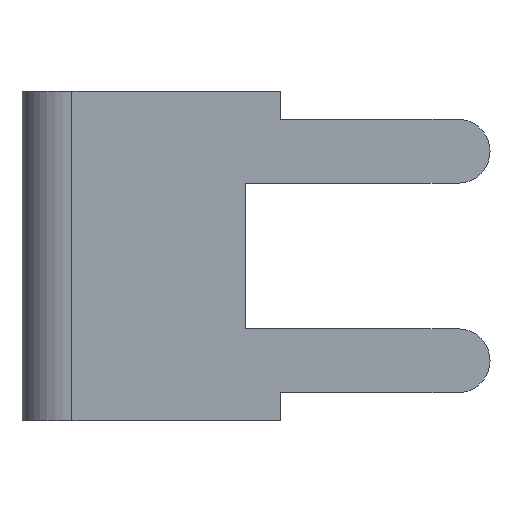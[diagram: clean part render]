
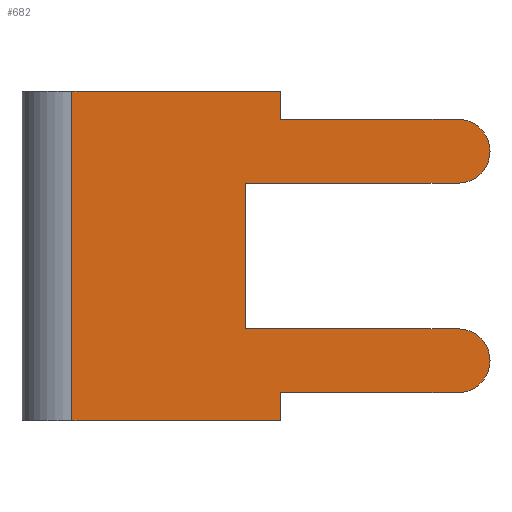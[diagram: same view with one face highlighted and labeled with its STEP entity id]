
A CAD part, left-side view. The second image highlights one B-rep face of the part: STEP entity #682.
In plain terms, the highlighted planar face has unit normal (-1, 0, 0).
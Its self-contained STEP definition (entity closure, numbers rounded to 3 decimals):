
#657 = VERTEX_POINT('',#658);
#658 = CARTESIAN_POINT('',(-1.805,-1.917,
    -4.156));
#664 = EDGE_CURVE('',#665,#657,#667,.T.);
#665 = VERTEX_POINT('',#666);
#666 = CARTESIAN_POINT('',(-1.805,3.061,
    -4.156));
#667 = LINE('',#668,#669);
#668 = CARTESIAN_POINT('',(-1.805,3.061,
    -4.156));
#669 = VECTOR('',#670,1.);
#670 = DIRECTION('',(0.,-1.,0.));
#682 = ADVANCED_FACE('',(#683),#774,.F.);
#683 = FACE_BOUND('',#684,.T.);
#684 = EDGE_LOOP('',(#685,#695,#703,#709,#710,#718,#726,#735,#743,#751,
    #759,#768));
#685 = ORIENTED_EDGE('',*,*,#686,.F.);
#686 = EDGE_CURVE('',#687,#689,#691,.T.);
#687 = VERTEX_POINT('',#688);
#688 = CARTESIAN_POINT('',(-1.805,-1.917,
    3.718));
#689 = VERTEX_POINT('',#690);
#690 = CARTESIAN_POINT('',(-1.805,-1.917,
    3.045));
#691 = LINE('',#692,#693);
#692 = CARTESIAN_POINT('',(-1.805,-1.917,
    3.718));
#693 = VECTOR('',#694,1.);
#694 = DIRECTION('',(0.,0.,-1.));
#695 = ORIENTED_EDGE('',*,*,#696,.F.);
#696 = EDGE_CURVE('',#697,#687,#699,.T.);
#697 = VERTEX_POINT('',#698);
#698 = CARTESIAN_POINT('',(-1.805,3.061,3.718
    ));
#699 = LINE('',#700,#701);
#700 = CARTESIAN_POINT('',(-1.805,3.061,3.718
    ));
#701 = VECTOR('',#702,1.);
#702 = DIRECTION('',(0.,-1.,0.));
#703 = ORIENTED_EDGE('',*,*,#704,.T.);
#704 = EDGE_CURVE('',#697,#665,#705,.T.);
#705 = LINE('',#706,#707);
#706 = CARTESIAN_POINT('',(-1.805,3.061,3.718
    ));
#707 = VECTOR('',#708,1.);
#708 = DIRECTION('',(-0.,-0.,-1.));
#709 = ORIENTED_EDGE('',*,*,#664,.T.);
#710 = ORIENTED_EDGE('',*,*,#711,.F.);
#711 = EDGE_CURVE('',#712,#657,#714,.T.);
#712 = VERTEX_POINT('',#713);
#713 = CARTESIAN_POINT('',(-1.805,-1.917,
    -3.483));
#714 = LINE('',#715,#716);
#715 = CARTESIAN_POINT('',(-1.805,-1.917,
    3.718));
#716 = VECTOR('',#717,1.);
#717 = DIRECTION('',(0.,0.,-1.));
#718 = ORIENTED_EDGE('',*,*,#719,.F.);
#719 = EDGE_CURVE('',#720,#712,#722,.T.);
#720 = VERTEX_POINT('',#721);
#721 = CARTESIAN_POINT('',(-1.805,-6.159,
    -3.483));
#722 = LINE('',#723,#724);
#723 = CARTESIAN_POINT('',(-1.805,3.061,
    -3.483));
#724 = VECTOR('',#725,1.);
#725 = DIRECTION('',(0.,1.,0.));
#726 = ORIENTED_EDGE('',*,*,#727,.F.);
#727 = EDGE_CURVE('',#728,#720,#730,.T.);
#728 = VERTEX_POINT('',#729);
#729 = CARTESIAN_POINT('',(-1.805,-6.159,
    -1.959));
#730 = CIRCLE('',#731,0.762);
#731 = AXIS2_PLACEMENT_3D('',#732,#733,#734);
#732 = CARTESIAN_POINT('',(-1.805,-6.159,
    -2.721));
#733 = DIRECTION('',(1.,-0.,0.));
#734 = DIRECTION('',(0.,0.,-1.));
#735 = ORIENTED_EDGE('',*,*,#736,.F.);
#736 = EDGE_CURVE('',#737,#728,#739,.T.);
#737 = VERTEX_POINT('',#738);
#738 = CARTESIAN_POINT('',(-1.805,-1.079,
    -1.959));
#739 = LINE('',#740,#741);
#740 = CARTESIAN_POINT('',(-1.805,3.061,
    -1.959));
#741 = VECTOR('',#742,1.);
#742 = DIRECTION('',(0.,-1.,0.));
#743 = ORIENTED_EDGE('',*,*,#744,.F.);
#744 = EDGE_CURVE('',#745,#737,#747,.T.);
#745 = VERTEX_POINT('',#746);
#746 = CARTESIAN_POINT('',(-1.805,-1.079,
    1.521));
#747 = LINE('',#748,#749);
#748 = CARTESIAN_POINT('',(-1.805,-1.079,
    3.718));
#749 = VECTOR('',#750,1.);
#750 = DIRECTION('',(0.,0.,-1.));
#751 = ORIENTED_EDGE('',*,*,#752,.F.);
#752 = EDGE_CURVE('',#753,#745,#755,.T.);
#753 = VERTEX_POINT('',#754);
#754 = CARTESIAN_POINT('',(-1.805,-6.159,
    1.521));
#755 = LINE('',#756,#757);
#756 = CARTESIAN_POINT('',(-1.805,3.061,1.521
    ));
#757 = VECTOR('',#758,1.);
#758 = DIRECTION('',(0.,1.,0.));
#759 = ORIENTED_EDGE('',*,*,#760,.F.);
#760 = EDGE_CURVE('',#761,#753,#763,.T.);
#761 = VERTEX_POINT('',#762);
#762 = CARTESIAN_POINT('',(-1.805,-6.159,
    3.045));
#763 = CIRCLE('',#764,0.762);
#764 = AXIS2_PLACEMENT_3D('',#765,#766,#767);
#765 = CARTESIAN_POINT('',(-1.805,-6.159,
    2.283));
#766 = DIRECTION('',(1.,-0.,0.));
#767 = DIRECTION('',(0.,0.,-1.));
#768 = ORIENTED_EDGE('',*,*,#769,.F.);
#769 = EDGE_CURVE('',#689,#761,#770,.T.);
#770 = LINE('',#771,#772);
#771 = CARTESIAN_POINT('',(-1.805,3.061,3.045
    ));
#772 = VECTOR('',#773,1.);
#773 = DIRECTION('',(0.,-1.,0.));
#774 = PLANE('',#775);
#775 = AXIS2_PLACEMENT_3D('',#776,#777,#778);
#776 = CARTESIAN_POINT('',(-1.805,3.061,3.718
    ));
#777 = DIRECTION('',(1.,0.,0.));
#778 = DIRECTION('',(0.,0.,-1.));
